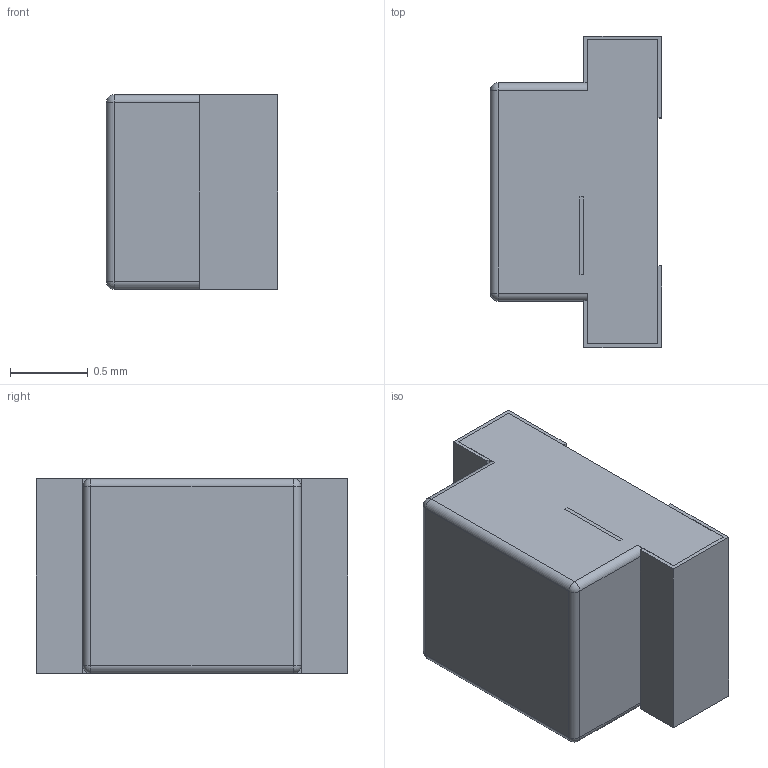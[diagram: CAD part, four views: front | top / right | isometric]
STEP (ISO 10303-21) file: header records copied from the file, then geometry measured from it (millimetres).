
FILE_DESCRIPTION (( 'STEP AP214' ), '1' );
FILE_NAME ('LTST-C170TBKT.STEP', '2021-07-14T11:13:07', ( '' ), ( '' ), 'SwSTEP 2.0', 'SolidWorks 2018', '' );
FILE_SCHEMA (( 'AUTOMOTIVE_DESIGN' ));
Length unit declared in the file: millimetre
Products named in the file (1): LTST-C170TBKT
Bounding box: 1.1 x 2 x 1.25 mm (x, y, z)
Volume: 2.3 mm3; surface area: 18.1 mm2
Topology: 6 solids, 6 shells, 60 faces, 136 edges, 84 vertices
Faces by surface type: plane 48, cylinder 8, sphere 4
Entity records: 2355 total; most frequent: CARTESIAN_POINT 277, DIRECTION 270, ORIENTED_EDGE 264, EDGE_CURVE 132, LINE 116, VECTOR 116, VERTEX_POINT 84, AXIS2_PLACEMENT_3D 77
